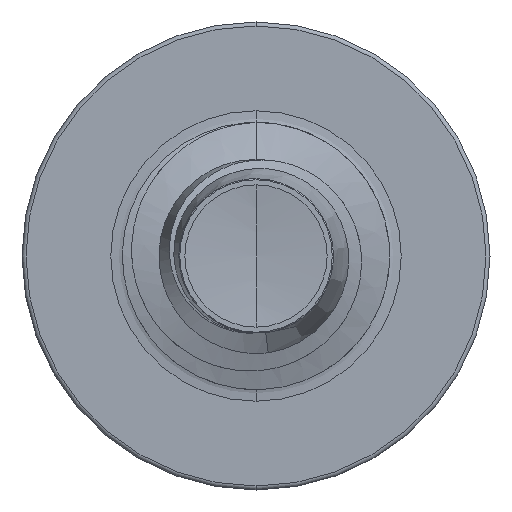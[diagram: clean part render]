
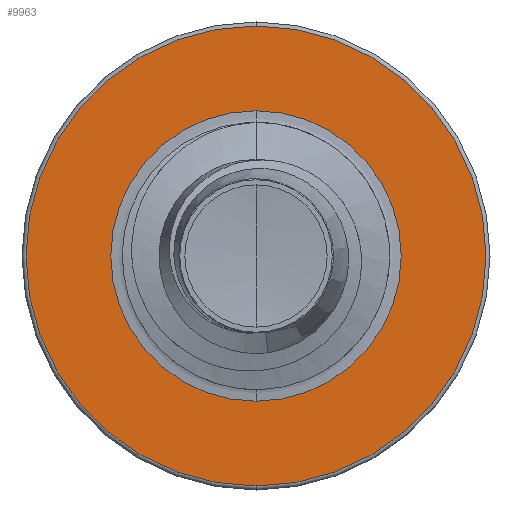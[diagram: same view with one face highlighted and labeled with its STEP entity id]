
A CAD part, front view. The second image highlights one B-rep face of the part: STEP entity #9963.
In plain terms, the highlighted planar face has unit normal (0, -1, 0).
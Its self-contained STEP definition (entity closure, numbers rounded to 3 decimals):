
#511 = CIRCLE ( 'NONE', #1713, 1.72 ) ;
#966 = CARTESIAN_POINT ( 'NONE',  ( 0., 2., -1.72 ) ) ;
#1002 = CARTESIAN_POINT ( 'NONE',  ( 0., 2., 1.72 ) ) ;
#1137 = CARTESIAN_POINT ( 'NONE',  ( 0., 2., -1.086 ) ) ;
#1148 = DIRECTION ( 'NONE',  ( 0., 0., 1. ) ) ;
#1164 = DIRECTION ( 'NONE',  ( 0., 1., 0. ) ) ;
#1167 = CARTESIAN_POINT ( 'NONE',  ( 0., 2., 0. ) ) ;
#1713 = AXIS2_PLACEMENT_3D ( 'NONE', #8672, #4021, #9156 ) ;
#2030 = DIRECTION ( 'NONE',  ( 0., 0., 1. ) ) ;
#2048 = DIRECTION ( 'NONE',  ( 0., 1., 0. ) ) ;
#2053 = CARTESIAN_POINT ( 'NONE',  ( 0., 2., 0. ) ) ;
#2663 = AXIS2_PLACEMENT_3D ( 'NONE', #1137, #9928, #6961 ) ;
#3076 = AXIS2_PLACEMENT_3D ( 'NONE', #2053, #2048, #2030 ) ;
#3142 = ORIENTED_EDGE ( 'NONE', *, *, #9971, .F. ) ;
#4021 = DIRECTION ( 'NONE',  ( 0., 1., 0. ) ) ;
#4272 = EDGE_CURVE ( 'NONE', #10070, #8313, #5901, .T. ) ;
#5901 = CIRCLE ( 'NONE', #3076, 1.086 ) ;
#6120 = ORIENTED_EDGE ( 'NONE', *, *, #8907, .T. ) ;
#6180 = CARTESIAN_POINT ( 'NONE',  ( 0., 2., 1.086 ) ) ;
#6751 = AXIS2_PLACEMENT_3D ( 'NONE', #1167, #1164, #1148 ) ;
#6911 = EDGE_LOOP ( 'NONE', ( #6120, #7970 ) ) ;
#6961 = DIRECTION ( 'NONE',  ( 0., 0., 1. ) ) ;
#7009 = EDGE_CURVE ( 'NONE', #7756, #7782, #9485, .T. ) ;
#7060 = FACE_BOUND ( 'NONE', #6911, .T. ) ;
#7218 = DIRECTION ( 'NONE',  ( 0., 0., 1. ) ) ;
#7224 = DIRECTION ( 'NONE',  ( 0., 1., 0. ) ) ;
#7233 = CARTESIAN_POINT ( 'NONE',  ( 0., 2., 0. ) ) ;
#7756 = VERTEX_POINT ( 'NONE', #1002 ) ;
#7782 = VERTEX_POINT ( 'NONE', #966 ) ;
#7970 = ORIENTED_EDGE ( 'NONE', *, *, #4272, .T. ) ;
#8313 = VERTEX_POINT ( 'NONE', #6180 ) ;
#8584 = AXIS2_PLACEMENT_3D ( 'NONE', #7233, #7224, #7218 ) ;
#8672 = CARTESIAN_POINT ( 'NONE',  ( 0., 2., 0. ) ) ;
#8907 = EDGE_CURVE ( 'NONE', #8313, #10070, #9227, .T. ) ;
#9113 = PLANE ( 'NONE',  #2663 ) ;
#9156 = DIRECTION ( 'NONE',  ( 0., 0., 1. ) ) ;
#9186 = CARTESIAN_POINT ( 'NONE',  ( 0., 2., -1.086 ) ) ;
#9227 = CIRCLE ( 'NONE', #8584, 1.086 ) ;
#9485 = CIRCLE ( 'NONE', #6751, 1.72 ) ;
#9711 = FACE_OUTER_BOUND ( 'NONE', #10053, .T. ) ;
#9928 = DIRECTION ( 'NONE',  ( 0., 1., 0. ) ) ;
#9963 = ADVANCED_FACE ( 'NONE', ( #9711, #7060 ), #9113, .F. ) ;
#9971 = EDGE_CURVE ( 'NONE', #7782, #7756, #511, .T. ) ;
#10053 = EDGE_LOOP ( 'NONE', ( #10165, #3142 ) ) ;
#10070 = VERTEX_POINT ( 'NONE', #9186 ) ;
#10165 = ORIENTED_EDGE ( 'NONE', *, *, #7009, .F. ) ;
